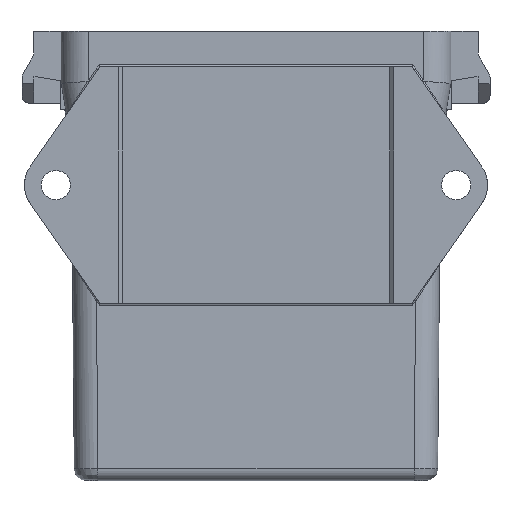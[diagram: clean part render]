
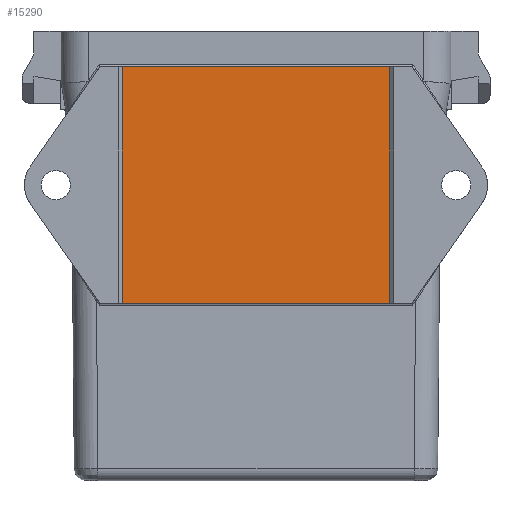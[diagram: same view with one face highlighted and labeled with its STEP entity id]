
A CAD part, front view. The second image highlights one B-rep face of the part: STEP entity #15290.
In plain terms, the highlighted planar face has unit normal (0, -1, 0).
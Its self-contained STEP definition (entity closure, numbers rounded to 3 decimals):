
#1185=DIRECTION('',(0.,0.,-1.));
#1186=VECTOR('',#1185,59.995);
#1187=CARTESIAN_POINT('',(-34.01,-17.5,-8.992));
#1188=LINE('',#1187,#1186);
#1213=DIRECTION('',(-1.,0.,0.));
#1214=VECTOR('',#1213,68.02);
#1215=CARTESIAN_POINT('',(34.01,-17.5,-8.992));
#1216=LINE('',#1215,#1214);
#5218=DIRECTION('',(-1.,0.,0.));
#5219=VECTOR('',#5218,68.02);
#5220=CARTESIAN_POINT('',(34.01,-17.5,-68.987));
#5221=LINE('',#5220,#5219);
#5232=DIRECTION('',(0.,0.,-1.));
#5233=VECTOR('',#5232,59.995);
#5234=CARTESIAN_POINT('',(34.01,-17.5,-8.992));
#5235=LINE('',#5234,#5233);
#8758=CARTESIAN_POINT('',(34.01,-17.5,-68.987));
#8759=CARTESIAN_POINT('',(-34.01,-17.5,-68.987));
#8760=VERTEX_POINT('',#8758);
#8761=VERTEX_POINT('',#8759);
#8762=CARTESIAN_POINT('',(34.01,-17.5,-8.992));
#8763=CARTESIAN_POINT('',(-34.01,-17.5,-8.992));
#8764=VERTEX_POINT('',#8762);
#8765=VERTEX_POINT('',#8763);
#15278=CARTESIAN_POINT('',(34.01,-17.5,-8.992));
#15279=DIRECTION('',(0.,1.,0.));
#15280=DIRECTION('',(-1.,0.,0.));
#15281=AXIS2_PLACEMENT_3D('',#15278,#15279,#15280);
#15282=PLANE('',#15281);
#15283=ORIENTED_EDGE('',*,*,#15269,.T.);
#15284=ORIENTED_EDGE('',*,*,#10462,.F.);
#15285=ORIENTED_EDGE('',*,*,#10480,.F.);
#15287=ORIENTED_EDGE('',*,*,#15286,.T.);
#15288=EDGE_LOOP('',(#15283,#15284,#15285,#15287));
#15289=FACE_OUTER_BOUND('',#15288,.F.);
#15290=ADVANCED_FACE('',(#15289),#15282,.F.);
#10462=EDGE_CURVE('',#8765,#8761,#1188,.T.);
#10480=EDGE_CURVE('',#8764,#8765,#1216,.T.);
#15269=EDGE_CURVE('',#8760,#8761,#5221,.T.);
#15286=EDGE_CURVE('',#8764,#8760,#5235,.T.);
